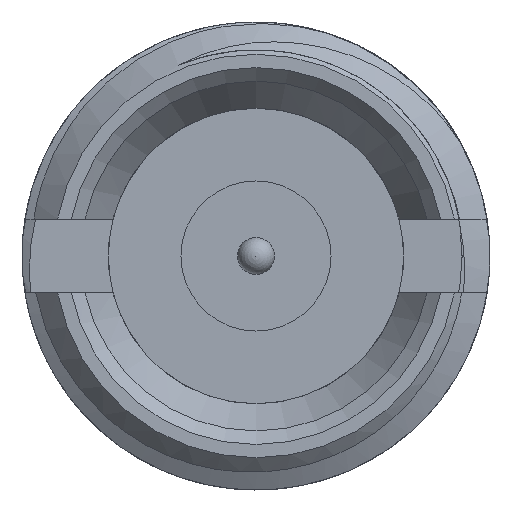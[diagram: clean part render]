
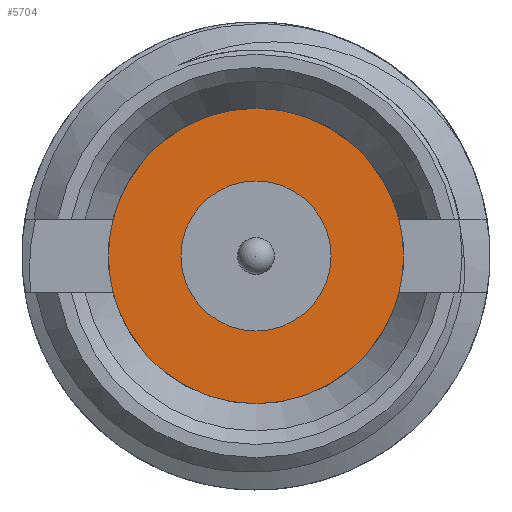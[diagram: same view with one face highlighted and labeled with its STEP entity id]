
A CAD part, left-side view. The second image highlights one B-rep face of the part: STEP entity #5704.
In plain terms, the highlighted planar face has unit normal (-1, 0, 0).
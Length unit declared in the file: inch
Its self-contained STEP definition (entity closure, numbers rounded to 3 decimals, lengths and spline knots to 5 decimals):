
#464 = DIRECTION ( 'NONE',  ( -1., 0., 0. ) ) ;
#753 = ORIENTED_EDGE ( 'NONE', *, *, #5434, .T. ) ;
#761 = PLANE ( 'NONE',  #2227 ) ;
#811 = VERTEX_POINT ( 'NONE', #3322 ) ;
#1671 = CIRCLE ( 'NONE', #6596, 0.03046 ) ;
#2227 = AXIS2_PLACEMENT_3D ( 'NONE', #5479, #3298, #6651 ) ;
#2380 = CARTESIAN_POINT ( 'NONE',  ( 0.11, 0., 0. ) ) ;
#2483 = DIRECTION ( 'NONE',  ( 0., 0., 1. ) ) ;
#2928 = AXIS2_PLACEMENT_3D ( 'NONE', #3595, #464, #2483 ) ;
#3125 = DIRECTION ( 'NONE',  ( -1., 0., 0. ) ) ;
#3298 = DIRECTION ( 'NONE',  ( 1., 0., 0. ) ) ;
#3322 = CARTESIAN_POINT ( 'NONE',  ( 0.11, 0., 0.0625 ) ) ;
#3595 = CARTESIAN_POINT ( 'NONE',  ( 0.11, 0., 0. ) ) ;
#3835 = EDGE_LOOP ( 'NONE', ( #753 ) ) ;
#4618 = CIRCLE ( 'NONE', #2928, 0.0625 ) ;
#4692 = EDGE_LOOP ( 'NONE', ( #6605 ) ) ;
#5072 = EDGE_CURVE ( 'NONE', #8167, #8167, #1671, .T. ) ;
#5388 = FACE_BOUND ( 'NONE', #4692, .T. ) ;
#5434 = EDGE_CURVE ( 'NONE', #811, #811, #4618, .T. ) ;
#5479 = CARTESIAN_POINT ( 'NONE',  ( 0.11, 0.01546, 0. ) ) ;
#5486 = CARTESIAN_POINT ( 'NONE',  ( 0.11, 0., 0.03046 ) ) ;
#5704 = ADVANCED_FACE ( 'NONE', ( #5388, #6797 ), #761, .F. ) ;
#6438 = DIRECTION ( 'NONE',  ( 0., 0., 1. ) ) ;
#6596 = AXIS2_PLACEMENT_3D ( 'NONE', #2380, #3125, #6438 ) ;
#6605 = ORIENTED_EDGE ( 'NONE', *, *, #5072, .F. ) ;
#6651 = DIRECTION ( 'NONE',  ( 0., 1., 0. ) ) ;
#6797 = FACE_OUTER_BOUND ( 'NONE', #3835, .T. ) ;
#8167 = VERTEX_POINT ( 'NONE', #5486 ) ;
